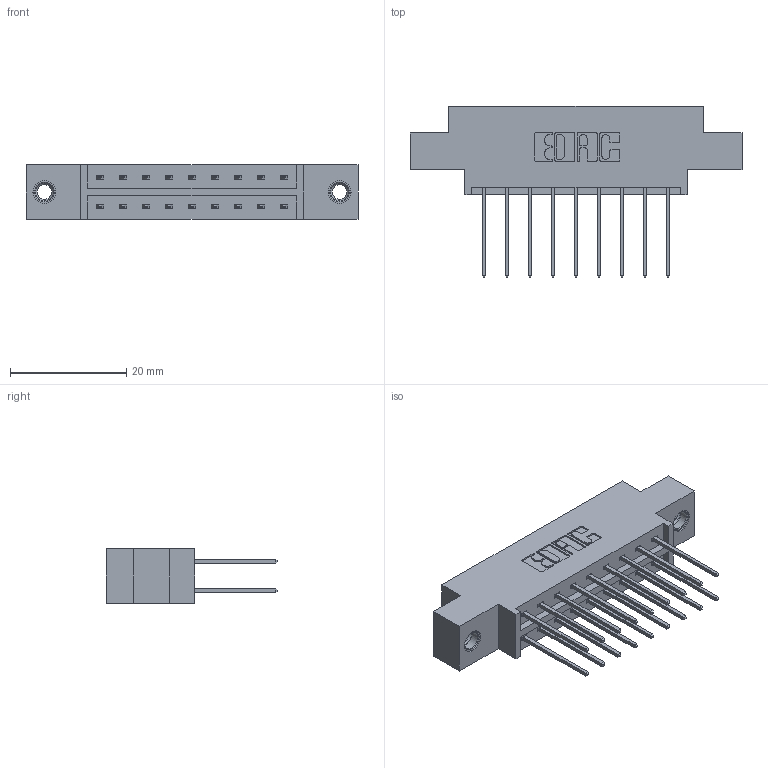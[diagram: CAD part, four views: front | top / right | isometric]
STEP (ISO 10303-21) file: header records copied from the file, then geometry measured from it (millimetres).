
FILE_DESCRIPTION (( 'STEP AP203' ), '1' );
FILE_NAME ('833-018-540-807.STEP', '2020-05-31T22:08:00', ( '' ), ( '' ), 'SwSTEP 2.0', 'SolidWorks 2020', '' );
FILE_SCHEMA (( 'CONFIG_CONTROL_DESIGN' ));
Length unit declared in the file: inch
Products named in the file (4): 345-292-001_345-293-140; 833-018-540-807; 345-250-001_345-250-005-103; 833 Part_Offset - .156 Dia - TI
Assembly tree (21 placements, depth 2):
  833-018-540-807
    833 Part_Offset - .156 Dia - TI
    345-292-001_345-293-140  x18
    345-250-001_345-250-005-103  x2
Bounding box: 57.2 x 29.47 x 9.4 mm (x, y, z)
Volume: 5358.2 mm3; surface area: 6570.1 mm2
Topology: 21 solids, 21 shells, 1114 faces, 3249 edges, 2134 vertices
Faces by surface type: plane 754, cylinder 344, cone 12, torus 4
Entity records: 11394 total; most frequent: CARTESIAN_POINT 1913, ORIENTED_EDGE 1842, DIRECTION 1723, EDGE_CURVE 921, VECTOR 773, LINE 773, VERTEX_POINT 608, AXIS2_PLACEMENT_3D 475
